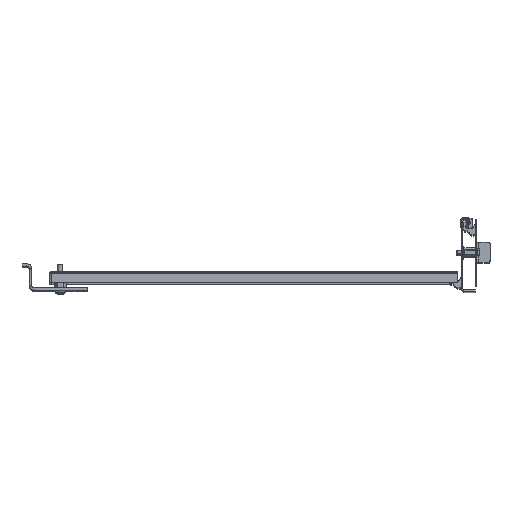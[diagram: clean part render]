
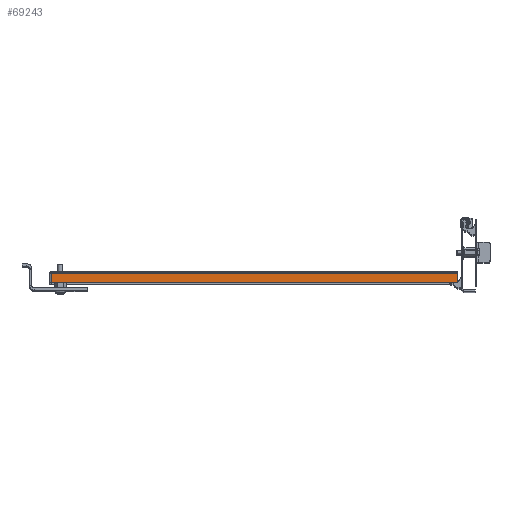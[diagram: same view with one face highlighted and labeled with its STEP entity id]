
A CAD part, top view. The second image highlights one B-rep face of the part: STEP entity #69243.
In plain terms, the highlighted planar face has unit normal (0, 0, 1).
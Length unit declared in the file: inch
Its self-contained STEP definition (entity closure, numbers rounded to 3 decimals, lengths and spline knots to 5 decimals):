
#1892 = ORIENTED_EDGE ( 'NONE', *, *, #57979, .T. ) ;
#2711 = LINE ( 'NONE', #45226, #88315 ) ;
#11272 = DIRECTION ( 'NONE',  ( 0., -1., 0. ) ) ;
#11326 = VERTEX_POINT ( 'NONE', #67683 ) ;
#11916 = VERTEX_POINT ( 'NONE', #62352 ) ;
#14019 = DIRECTION ( 'NONE',  ( 1., 0., 0. ) ) ;
#14322 = EDGE_CURVE ( 'NONE', #52949, #11326, #34800, .T. ) ;
#20038 = VERTEX_POINT ( 'NONE', #91859 ) ;
#21106 = PLANE ( 'NONE',  #70688 ) ;
#31078 = DIRECTION ( 'NONE',  ( -1., 0., 0. ) ) ;
#33639 = VECTOR ( 'NONE', #71603, 39.37008 ) ;
#34800 = LINE ( 'NONE', #42802, #33639 ) ;
#35393 = EDGE_LOOP ( 'NONE', ( #74901, #1892, #60361, #68369 ) ) ;
#42802 = CARTESIAN_POINT ( 'NONE',  ( 0., -0.854, 30. ) ) ;
#43058 = VECTOR ( 'NONE', #56499, 39.37008 ) ;
#45226 = CARTESIAN_POINT ( 'NONE',  ( 0., -0.11811, 30. ) ) ;
#49912 = CARTESIAN_POINT ( 'NONE',  ( 0., -0.854, 30. ) ) ;
#52949 = VERTEX_POINT ( 'NONE', #54481 ) ;
#54481 = CARTESIAN_POINT ( 'NONE',  ( 0.11811, -0.854, 30. ) ) ;
#56499 = DIRECTION ( 'NONE',  ( 0., 1., 0. ) ) ;
#57979 = EDGE_CURVE ( 'NONE', #20038, #11916, #2711, .T. ) ;
#60361 = ORIENTED_EDGE ( 'NONE', *, *, #76688, .T. ) ;
#62352 = CARTESIAN_POINT ( 'NONE',  ( 0.11811, -0.11811, 30. ) ) ;
#65436 = EDGE_CURVE ( 'NONE', #11326, #20038, #91443, .T. ) ;
#67683 = CARTESIAN_POINT ( 'NONE',  ( 30.8125, -0.854, 30. ) ) ;
#68369 = ORIENTED_EDGE ( 'NONE', *, *, #14322, .T. ) ;
#69243 = ADVANCED_FACE ( 'NONE', ( #85809 ), #21106, .T. ) ;
#70644 = CARTESIAN_POINT ( 'NONE',  ( 30.8125, -0.854, 30. ) ) ;
#70688 = AXIS2_PLACEMENT_3D ( 'NONE', #49912, #78704, #14019 ) ;
#71603 = DIRECTION ( 'NONE',  ( 1., 0., 0. ) ) ;
#74901 = ORIENTED_EDGE ( 'NONE', *, *, #65436, .T. ) ;
#76688 = EDGE_CURVE ( 'NONE', #11916, #52949, #89218, .T. ) ;
#78704 = DIRECTION ( 'NONE',  ( 0., 0., 1. ) ) ;
#82599 = CARTESIAN_POINT ( 'NONE',  ( 0.11811, -0.854, 30. ) ) ;
#85809 = FACE_OUTER_BOUND ( 'NONE', #35393, .T. ) ;
#88315 = VECTOR ( 'NONE', #31078, 39.37008 ) ;
#89218 = LINE ( 'NONE', #82599, #90876 ) ;
#90876 = VECTOR ( 'NONE', #11272, 39.37008 ) ;
#91443 = LINE ( 'NONE', #70644, #43058 ) ;
#91859 = CARTESIAN_POINT ( 'NONE',  ( 30.8125, -0.11811, 30. ) ) ;
